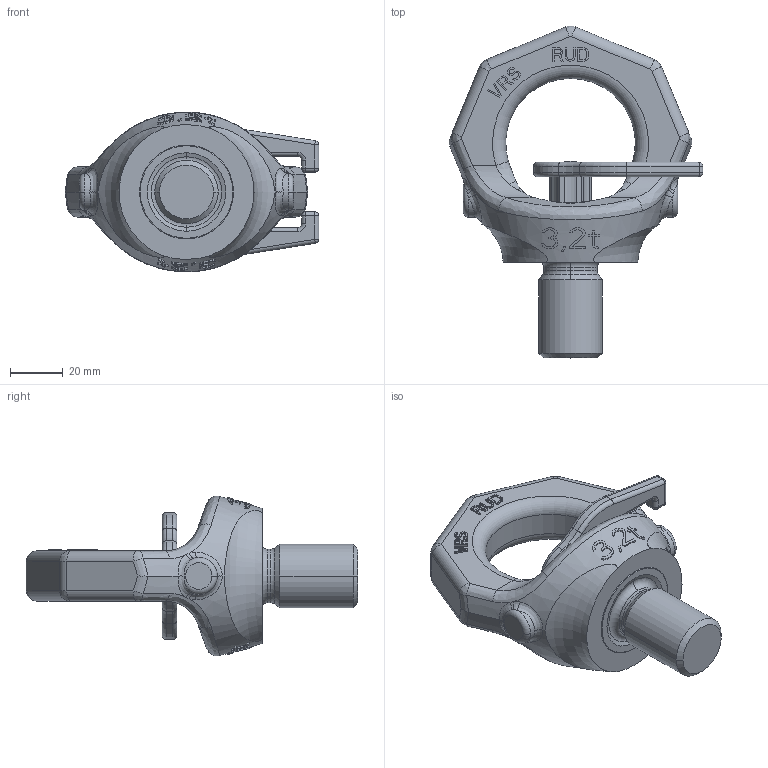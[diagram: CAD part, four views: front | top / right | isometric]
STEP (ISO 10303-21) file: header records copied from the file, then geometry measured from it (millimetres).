
FILE_DESCRIPTION((''),'2;1');
FILE_NAME('001-M35309-P-2_ASM','2016-01-15T',('Andreas.Wendler'),(''),'PRO/ENGINEER BY PARAMETRIC TECHNOLOGY CORPORATION, 2010140','PRO/ENGINEER BY PARAMETRIC TECHNOLOGY CORPORATION, 2010140','');
FILE_SCHEMA(('CONFIG_CONTROL_DESIGN'));
Length unit declared in the file: millimetre
Products named in the file (4): 001-M35309-P-1; 001-M35106-P-1; 001-M33194-P-1; 001-M35309-P-2_ASM
Assembly tree (3 placements, depth 2):
  001-M35309-P-2_ASM
    001-M35309-P-1
    001-M35106-P-1
    001-M33194-P-1
Bounding box: 95.86 x 125.52 x 60.43 mm (x, y, z)
Volume: 137181.5 mm3; surface area: 34532 mm2
Topology: 3 solids, 3 shells, 758 faces, 2037 edges, 1310 vertices
Faces by surface type: plane 555, cylinder 77, bspline 68, torus 32, sphere 16, cone 10
Entity records: 27701 total; most frequent: CARTESIAN_POINT 9826, ORIENTED_EDGE 4074, DIRECTION 3113, EDGE_CURVE 2037, VERTEX_POINT 1310, VECTOR 1231, LINE 1231, AXIS2_PLACEMENT_3D 941
